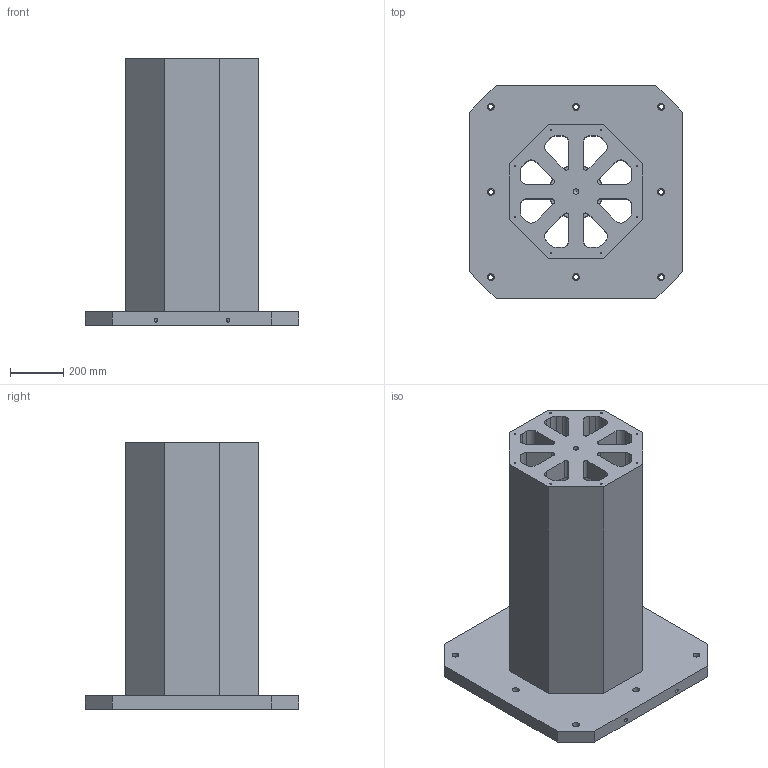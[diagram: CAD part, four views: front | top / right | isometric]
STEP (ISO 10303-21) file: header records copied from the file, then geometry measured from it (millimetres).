
FILE_DESCRIPTION( ( 'Unknown' ), '1' );
FILE_NAME( 'BP33-800800-1000.stp', 'Unknown', ( 'S.C.H' ), ( 'Unknown' ), 'XStep 1.0', 'Unknown', ' ' );
FILE_SCHEMA( ( 'CONFIG_CONTROL_DESIGN' ) );
Length unit declared in the file: millimetre
Products named in the file (1): 1
Bounding box: 800 x 800 x 1000 mm (x, y, z)
Volume: 97393810.7 mm3; surface area: 4826483.9 mm2
Topology: 1 solids, 1 shells, 255 faces, 728 edges, 464 vertices
Faces by surface type: cylinder 156, plane 87, cone 12
Full cylindrical faces by diameter (mm): 5 x8, 14 x3, 18 x8, 21 x1, 26 x8
Entity records: 8094 total; most frequent: DIRECTION 1424, CARTESIAN_POINT 1372, ORIENTED_EDGE 1328, EDGE_CURVE 664, AXIS2_PLACEMENT_3D 504, VERTEX_POINT 452, LINE 416, VECTOR 416
